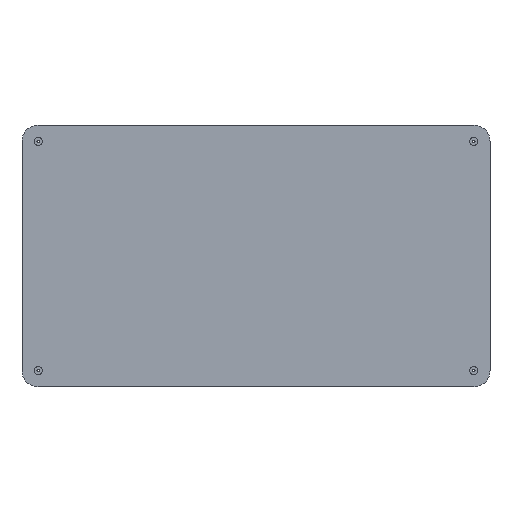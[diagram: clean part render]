
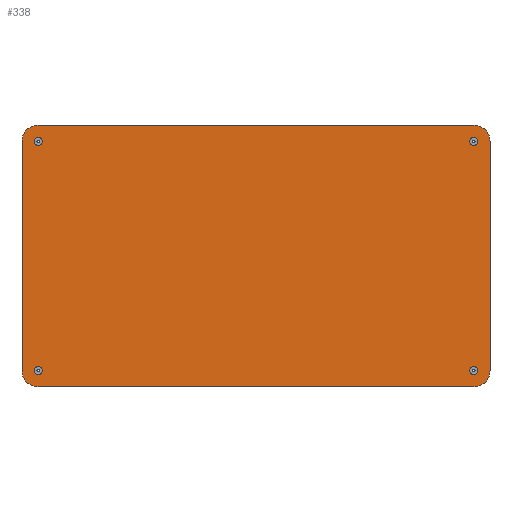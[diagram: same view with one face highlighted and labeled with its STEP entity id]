
A CAD part, top view. The second image highlights one B-rep face of the part: STEP entity #338.
In plain terms, the highlighted planar face has unit normal (0, 0, 1).
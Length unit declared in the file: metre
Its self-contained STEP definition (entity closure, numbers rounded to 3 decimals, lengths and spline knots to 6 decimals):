
#16=PLANE('',#389);
#26=LINE('',#552,#42);
#30=LINE('',#564,#46);
#34=LINE('',#576,#50);
#37=LINE('',#585,#53);
#42=VECTOR('',#445,1.);
#46=VECTOR('',#457,1.);
#50=VECTOR('',#469,1.);
#53=VECTOR('',#480,1.);
#94=ORIENTED_EDGE('',*,*,#166,.F.);
#95=ORIENTED_EDGE('',*,*,#167,.F.);
#96=ORIENTED_EDGE('',*,*,#168,.F.);
#97=ORIENTED_EDGE('',*,*,#169,.F.);
#98=ORIENTED_EDGE('',*,*,#144,.T.);
#99=ORIENTED_EDGE('',*,*,#148,.T.);
#100=ORIENTED_EDGE('',*,*,#151,.T.);
#101=ORIENTED_EDGE('',*,*,#154,.T.);
#102=ORIENTED_EDGE('',*,*,#157,.T.);
#103=ORIENTED_EDGE('',*,*,#160,.T.);
#104=ORIENTED_EDGE('',*,*,#163,.T.);
#105=ORIENTED_EDGE('',*,*,#165,.T.);
#144=EDGE_CURVE('',#185,#184,#215,.T.);
#148=EDGE_CURVE('',#184,#187,#26,.T.);
#151=EDGE_CURVE('',#187,#189,#217,.T.);
#154=EDGE_CURVE('',#189,#191,#30,.T.);
#157=EDGE_CURVE('',#191,#193,#219,.T.);
#160=EDGE_CURVE('',#193,#195,#34,.T.);
#163=EDGE_CURVE('',#195,#197,#221,.T.);
#165=EDGE_CURVE('',#197,#185,#37,.T.);
#166=EDGE_CURVE('',#198,#198,#222,.T.);
#167=EDGE_CURVE('',#199,#199,#223,.T.);
#168=EDGE_CURVE('',#200,#200,#224,.T.);
#169=EDGE_CURVE('',#201,#201,#225,.T.);
#184=VERTEX_POINT('',#543);
#185=VERTEX_POINT('',#545);
#187=VERTEX_POINT('',#551);
#189=VERTEX_POINT('',#557);
#191=VERTEX_POINT('',#563);
#193=VERTEX_POINT('',#569);
#195=VERTEX_POINT('',#575);
#197=VERTEX_POINT('',#581);
#198=VERTEX_POINT('',#588);
#199=VERTEX_POINT('',#590);
#200=VERTEX_POINT('',#592);
#201=VERTEX_POINT('',#594);
#215=CIRCLE('',#375,0.01);
#217=CIRCLE('',#379,0.01);
#219=CIRCLE('',#383,0.01);
#221=CIRCLE('',#387,0.01);
#222=CIRCLE('',#390,0.0025);
#223=CIRCLE('',#391,0.0025);
#224=CIRCLE('',#392,0.0025);
#225=CIRCLE('',#393,0.0025);
#246=EDGE_LOOP('',(#94));
#247=EDGE_LOOP('',(#95));
#248=EDGE_LOOP('',(#96));
#249=EDGE_LOOP('',(#97));
#250=EDGE_LOOP('',(#98,#99,#100,#101,#102,#103,#104,#105));
#288=FACE_BOUND('',#246,.T.);
#289=FACE_BOUND('',#247,.T.);
#290=FACE_BOUND('',#248,.T.);
#291=FACE_BOUND('',#249,.T.);
#292=FACE_BOUND('',#250,.T.);
#338=ADVANCED_FACE('',(#288,#289,#290,#291,#292),#16,.F.);
#375=AXIS2_PLACEMENT_3D('',#544,#438,#439);
#379=AXIS2_PLACEMENT_3D('',#558,#451,#452);
#383=AXIS2_PLACEMENT_3D('',#570,#463,#464);
#387=AXIS2_PLACEMENT_3D('',#582,#475,#476);
#389=AXIS2_PLACEMENT_3D('',#586,#481,#482);
#390=AXIS2_PLACEMENT_3D('',#587,#483,#484);
#391=AXIS2_PLACEMENT_3D('',#589,#485,#486);
#392=AXIS2_PLACEMENT_3D('',#591,#487,#488);
#393=AXIS2_PLACEMENT_3D('',#593,#489,#490);
#438=DIRECTION('',(0.,0.,1.));
#439=DIRECTION('',(-1.,0.,0.));
#445=DIRECTION('',(-1.,0.,0.));
#451=DIRECTION('',(0.,0.,1.));
#452=DIRECTION('',(-1.,0.,0.));
#457=DIRECTION('',(0.,-1.,0.));
#463=DIRECTION('',(0.,0.,1.));
#464=DIRECTION('',(-1.,0.,0.));
#469=DIRECTION('',(1.,0.,0.));
#475=DIRECTION('',(0.,0.,1.));
#476=DIRECTION('',(1.,0.,0.));
#480=DIRECTION('',(0.,1.,0.));
#481=DIRECTION('',(0.,0.,-1.));
#482=DIRECTION('',(-1.,0.,0.));
#483=DIRECTION('',(0.,0.,1.));
#484=DIRECTION('',(1.,0.,0.));
#485=DIRECTION('',(0.,0.,1.));
#486=DIRECTION('',(1.,0.,0.));
#487=DIRECTION('',(0.,0.,1.));
#488=DIRECTION('',(1.,0.,0.));
#489=DIRECTION('',(0.,0.,1.));
#490=DIRECTION('',(1.,0.,0.));
#543=CARTESIAN_POINT('',(0.278,0.161,0.005));
#544=CARTESIAN_POINT('',(0.278,0.151,0.005));
#545=CARTESIAN_POINT('',(0.288,0.151,0.005));
#551=CARTESIAN_POINT('',(0.01,0.161,0.005));
#552=CARTESIAN_POINT('',(0.01,0.161,0.005));
#557=CARTESIAN_POINT('',(0.,0.151,0.005));
#558=CARTESIAN_POINT('',(0.01,0.151,0.005));
#563=CARTESIAN_POINT('',(0.,0.01,0.005));
#564=CARTESIAN_POINT('',(0.,0.01,0.005));
#569=CARTESIAN_POINT('',(0.01,0.,0.005));
#570=CARTESIAN_POINT('',(0.01,0.01,0.005));
#575=CARTESIAN_POINT('',(0.278,0.,0.005));
#576=CARTESIAN_POINT('',(0.01,0.,0.005));
#581=CARTESIAN_POINT('',(0.288,0.01,0.005));
#582=CARTESIAN_POINT('',(0.278,0.01,0.005));
#585=CARTESIAN_POINT('',(0.288,0.01,0.005));
#586=CARTESIAN_POINT('',(0.278,0.151,0.005));
#587=CARTESIAN_POINT('',(0.278,0.151,0.005));
#588=CARTESIAN_POINT('',(0.2805,0.151,0.005));
#589=CARTESIAN_POINT('',(0.278,0.01,0.005));
#590=CARTESIAN_POINT('',(0.2805,0.01,0.005));
#591=CARTESIAN_POINT('',(0.01,0.01,0.005));
#592=CARTESIAN_POINT('',(0.0125,0.01,0.005));
#593=CARTESIAN_POINT('',(0.01,0.151,0.005));
#594=CARTESIAN_POINT('',(0.0125,0.151,0.005));
